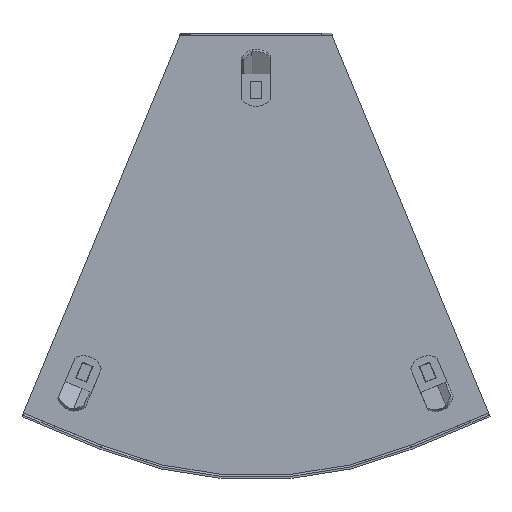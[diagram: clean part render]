
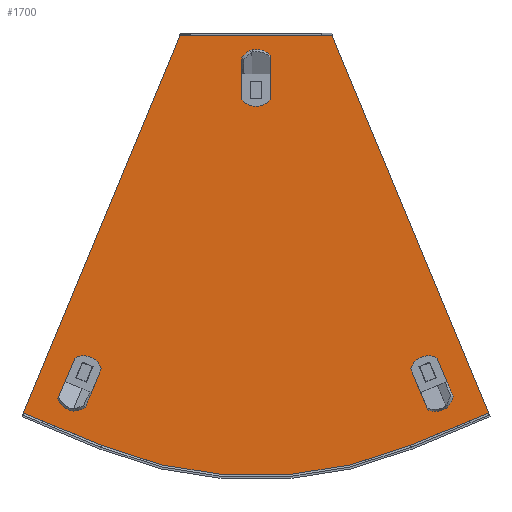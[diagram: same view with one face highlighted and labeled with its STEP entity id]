
A CAD part, front view. The second image highlights one B-rep face of the part: STEP entity #1700.
In plain terms, the highlighted planar face has unit normal (0, -1, 0).
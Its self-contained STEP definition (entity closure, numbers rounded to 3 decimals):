
#21 = EDGE_CURVE ( 'NONE', #2066, #432, #276, .T. ) ;
#39 = CARTESIAN_POINT ( 'NONE',  ( -37.655, -1., -13.112 ) ) ;
#45 = DIRECTION ( 'NONE',  ( 0., 0., 1. ) ) ;
#59 = VERTEX_POINT ( 'NONE', #1113 ) ;
#86 = AXIS2_PLACEMENT_3D ( 'NONE', #255, #491, #45 ) ;
#87 = EDGE_LOOP ( 'NONE', ( #713, #2333 ) ) ;
#132 = EDGE_CURVE ( 'NONE', #419, #1409, #2142, .T. ) ;
#136 = AXIS2_PLACEMENT_3D ( 'NONE', #1057, #2675, #1293 ) ;
#141 = VERTEX_POINT ( 'NONE', #1612 ) ;
#152 = VERTEX_POINT ( 'NONE', #2773 ) ;
#156 = FACE_OUTER_BOUND ( 'NONE', #2246, .T. ) ;
#166 = AXIS2_PLACEMENT_3D ( 'NONE', #236, #1163, #2109 ) ;
#235 = EDGE_CURVE ( 'NONE', #437, #2537, #1072, .T. ) ;
#236 = CARTESIAN_POINT ( 'NONE',  ( -84.376, -1., -178.006 ) ) ;
#239 = ORIENTED_EDGE ( 'NONE', *, *, #2406, .F. ) ;
#240 = AXIS2_PLACEMENT_3D ( 'NONE', #2683, #851, #2456 ) ;
#254 = DIRECTION ( 'NONE',  ( 0., 0., 1. ) ) ;
#255 = CARTESIAN_POINT ( 'NONE',  ( 0., -1., -30.578 ) ) ;
#261 = CARTESIAN_POINT ( 'NONE',  ( -37.399, -1., -12.621 ) ) ;
#276 = CIRCLE ( 'NONE', #240, 6.15 ) ;
#281 = CARTESIAN_POINT ( 'NONE',  ( -76.001, -1., -213.952 ) ) ;
#324 = DIRECTION ( 'NONE',  ( 0., 1., 0. ) ) ;
#325 = B_SPLINE_CURVE_WITH_KNOTS ( 'NONE', 3,
 ( #948, #39, #2340, #261, #1206, #1195 ),
 .UNSPECIFIED., .F., .F.,
 ( 4, 2, 4 ),
 ( 0.003, 0.003, 0.004 ),
 .UNSPECIFIED. ) ;
#333 = ORIENTED_EDGE ( 'NONE', *, *, #1928, .F. ) ;
#380 = DIRECTION ( 'NONE',  ( 0., 0., 1. ) ) ;
#388 = VECTOR ( 'NONE', #2477, 1000. ) ;
#392 = DIRECTION ( 'NONE',  ( 0., -1., 0. ) ) ;
#406 = DIRECTION ( 'NONE',  ( 0., -1., 0. ) ) ;
#408 = EDGE_CURVE ( 'NONE', #2537, #437, #1244, .T. ) ;
#419 = VERTEX_POINT ( 'NONE', #632 ) ;
#428 = CARTESIAN_POINT ( 'NONE',  ( 0., -1., -12.27 ) ) ;
#432 = VERTEX_POINT ( 'NONE', #1309 ) ;
#437 = VERTEX_POINT ( 'NONE', #1789 ) ;
#491 = DIRECTION ( 'NONE',  ( 0., 1., 0. ) ) ;
#566 = DIRECTION ( 'NONE',  ( -0.924, 0., 0.383 ) ) ;
#623 = AXIS2_PLACEMENT_3D ( 'NONE', #1411, #2110, #254 ) ;
#632 = CARTESIAN_POINT ( 'NONE',  ( -37.278, -1., -12.27 ) ) ;
#671 = VECTOR ( 'NONE', #2733, 1000. ) ;
#678 = CARTESIAN_POINT ( 'NONE',  ( 84.376, -1., -184.156 ) ) ;
#693 = EDGE_CURVE ( 'NONE', #856, #152, #1947, .T. ) ;
#697 = ORIENTED_EDGE ( 'NONE', *, *, #21, .F. ) ;
#698 = CIRCLE ( 'NONE', #852, 198.5 ) ;
#713 = ORIENTED_EDGE ( 'NONE', *, *, #408, .F. ) ;
#765 = EDGE_LOOP ( 'NONE', ( #1791, #697 ) ) ;
#768 = FACE_BOUND ( 'NONE', #2043, .T. ) ;
#824 = ORIENTED_EDGE ( 'NONE', *, *, #997, .F. ) ;
#846 = FACE_BOUND ( 'NONE', #765, .T. ) ;
#851 = DIRECTION ( 'NONE',  ( 0., -1., 0. ) ) ;
#852 = AXIS2_PLACEMENT_3D ( 'NONE', #1462, #324, #1488 ) ;
#856 = VERTEX_POINT ( 'NONE', #678 ) ;
#881 = EDGE_CURVE ( 'NONE', #2787, #1409, #1263, .T. ) ;
#906 = CARTESIAN_POINT ( 'NONE',  ( 37.278, -1., -12.27 ) ) ;
#926 = DIRECTION ( 'NONE',  ( 0.383, 0., -0.924 ) ) ;
#948 = CARTESIAN_POINT ( 'NONE',  ( -37.75, -1., -13.27 ) ) ;
#992 = VERTEX_POINT ( 'NONE', #281 ) ;
#997 = EDGE_CURVE ( 'NONE', #1904, #419, #325, .T. ) ;
#1057 = CARTESIAN_POINT ( 'NONE',  ( 84.376, -1., -178.006 ) ) ;
#1072 = CIRCLE ( 'NONE', #166, 6.15 ) ;
#1073 = AXIS2_PLACEMENT_3D ( 'NONE', #2909, #406, #2190 ) ;
#1113 = CARTESIAN_POINT ( 'NONE',  ( -114.338, -1., -198.063 ) ) ;
#1120 = DIRECTION ( 'NONE',  ( 0.383, 0., 0.924 ) ) ;
#1163 = DIRECTION ( 'NONE',  ( 0., -1., 0. ) ) ;
#1195 = CARTESIAN_POINT ( 'NONE',  ( -37.278, -1., -12.27 ) ) ;
#1206 = CARTESIAN_POINT ( 'NONE',  ( -37.331, -1., -12.448 ) ) ;
#1244 = CIRCLE ( 'NONE', #1073, 6.15 ) ;
#1263 = B_SPLINE_CURVE_WITH_KNOTS ( 'NONE', 3,
 ( #1859, #2745, #2298, #2768, #2751, #906 ),
 .UNSPECIFIED., .F., .F.,
 ( 4, 2, 4 ),
 ( 0.003, 0.003, 0.004 ),
 .UNSPECIFIED. ) ;
#1289 = CARTESIAN_POINT ( 'NONE',  ( 84.376, -1., -178.006 ) ) ;
#1293 = DIRECTION ( 'NONE',  ( 0., 0., 1. ) ) ;
#1294 = LINE ( 'NONE', #1367, #1547 ) ;
#1295 = EDGE_CURVE ( 'NONE', #2787, #2890, #2724, .T. ) ;
#1309 = CARTESIAN_POINT ( 'NONE',  ( 0., -1., -33.15 ) ) ;
#1367 = CARTESIAN_POINT ( 'NONE',  ( -114.338, -1., -198.063 ) ) ;
#1391 = ORIENTED_EDGE ( 'NONE', *, *, #693, .F. ) ;
#1409 = VERTEX_POINT ( 'NONE', #2548 ) ;
#1411 = CARTESIAN_POINT ( 'NONE',  ( 0., -1., -39.3 ) ) ;
#1462 = CARTESIAN_POINT ( 'NONE',  ( 0., -1., -30.578 ) ) ;
#1488 = DIRECTION ( 'NONE',  ( 0., 0., 1. ) ) ;
#1511 = EDGE_CURVE ( 'NONE', #59, #1904, #1294, .T. ) ;
#1547 = VECTOR ( 'NONE', #1120, 1000. ) ;
#1612 = CARTESIAN_POINT ( 'NONE',  ( 76.001, -1., -213.952 ) ) ;
#1642 = CIRCLE ( 'NONE', #623, 6.15 ) ;
#1679 = LINE ( 'NONE', #1714, #2141 ) ;
#1700 = ADVANCED_FACE ( 'NONE', ( #846, #768, #2009, #156 ), #2575, .F. ) ;
#1714 = CARTESIAN_POINT ( 'NONE',  ( -76.001, -1., -213.952 ) ) ;
#1789 = CARTESIAN_POINT ( 'NONE',  ( -84.376, -1., -184.156 ) ) ;
#1791 = ORIENTED_EDGE ( 'NONE', *, *, #2213, .F. ) ;
#1803 = LINE ( 'NONE', #2247, #388 ) ;
#1843 = ORIENTED_EDGE ( 'NONE', *, *, #2948, .F. ) ;
#1859 = CARTESIAN_POINT ( 'NONE',  ( 37.75, -1., -13.27 ) ) ;
#1904 = VERTEX_POINT ( 'NONE', #2176 ) ;
#1928 = EDGE_CURVE ( 'NONE', #2890, #141, #1803, .T. ) ;
#1947 = CIRCLE ( 'NONE', #136, 6.15 ) ;
#1981 = CARTESIAN_POINT ( 'NONE',  ( -84.376, -1., -171.856 ) ) ;
#2009 = FACE_BOUND ( 'NONE', #87, .T. ) ;
#2043 = EDGE_LOOP ( 'NONE', ( #239, #1391 ) ) ;
#2066 = VERTEX_POINT ( 'NONE', #2073 ) ;
#2073 = CARTESIAN_POINT ( 'NONE',  ( 0., -1., -45.45 ) ) ;
#2109 = DIRECTION ( 'NONE',  ( 0., 0., 1. ) ) ;
#2110 = DIRECTION ( 'NONE',  ( 0., -1., 0. ) ) ;
#2141 = VECTOR ( 'NONE', #566, 1000. ) ;
#2142 = LINE ( 'NONE', #428, #671 ) ;
#2176 = CARTESIAN_POINT ( 'NONE',  ( -37.75, -1., -13.27 ) ) ;
#2190 = DIRECTION ( 'NONE',  ( 0., 0., 1. ) ) ;
#2213 = EDGE_CURVE ( 'NONE', #432, #2066, #1642, .T. ) ;
#2246 = EDGE_LOOP ( 'NONE', ( #2496, #2309, #2665, #824, #2386, #2913, #1843, #333 ) ) ;
#2247 = CARTESIAN_POINT ( 'NONE',  ( 114.338, -1., -198.063 ) ) ;
#2276 = CARTESIAN_POINT ( 'NONE',  ( 32.25, -1., 0. ) ) ;
#2289 = AXIS2_PLACEMENT_3D ( 'NONE', #1289, #392, #380 ) ;
#2298 = CARTESIAN_POINT ( 'NONE',  ( 37.56, -1., -12.953 ) ) ;
#2309 = ORIENTED_EDGE ( 'NONE', *, *, #881, .T. ) ;
#2333 = ORIENTED_EDGE ( 'NONE', *, *, #235, .F. ) ;
#2340 = CARTESIAN_POINT ( 'NONE',  ( -37.56, -1., -12.953 ) ) ;
#2386 = ORIENTED_EDGE ( 'NONE', *, *, #1511, .F. ) ;
#2406 = EDGE_CURVE ( 'NONE', #152, #856, #2818, .T. ) ;
#2456 = DIRECTION ( 'NONE',  ( 0., 0., 1. ) ) ;
#2477 = DIRECTION ( 'NONE',  ( -0.924, 0., -0.383 ) ) ;
#2496 = ORIENTED_EDGE ( 'NONE', *, *, #1295, .F. ) ;
#2537 = VERTEX_POINT ( 'NONE', #1981 ) ;
#2548 = CARTESIAN_POINT ( 'NONE',  ( 37.278, -1., -12.27 ) ) ;
#2575 = PLANE ( 'NONE',  #86 ) ;
#2665 = ORIENTED_EDGE ( 'NONE', *, *, #132, .F. ) ;
#2675 = DIRECTION ( 'NONE',  ( 0., -1., 0. ) ) ;
#2683 = CARTESIAN_POINT ( 'NONE',  ( 0., -1., -39.3 ) ) ;
#2724 = LINE ( 'NONE', #2276, #2977 ) ;
#2733 = DIRECTION ( 'NONE',  ( 1., 0., 0. ) ) ;
#2745 = CARTESIAN_POINT ( 'NONE',  ( 37.655, -1., -13.112 ) ) ;
#2751 = CARTESIAN_POINT ( 'NONE',  ( 37.331, -1., -12.448 ) ) ;
#2768 = CARTESIAN_POINT ( 'NONE',  ( 37.399, -1., -12.621 ) ) ;
#2773 = CARTESIAN_POINT ( 'NONE',  ( 84.376, -1., -171.856 ) ) ;
#2787 = VERTEX_POINT ( 'NONE', #2923 ) ;
#2818 = CIRCLE ( 'NONE', #2289, 6.15 ) ;
#2820 = CARTESIAN_POINT ( 'NONE',  ( 114.338, -1., -198.063 ) ) ;
#2842 = EDGE_CURVE ( 'NONE', #992, #59, #1679, .T. ) ;
#2890 = VERTEX_POINT ( 'NONE', #2820 ) ;
#2909 = CARTESIAN_POINT ( 'NONE',  ( -84.376, -1., -178.006 ) ) ;
#2913 = ORIENTED_EDGE ( 'NONE', *, *, #2842, .F. ) ;
#2923 = CARTESIAN_POINT ( 'NONE',  ( 37.75, -1., -13.27 ) ) ;
#2948 = EDGE_CURVE ( 'NONE', #141, #992, #698, .T. ) ;
#2977 = VECTOR ( 'NONE', #926, 1000. ) ;
